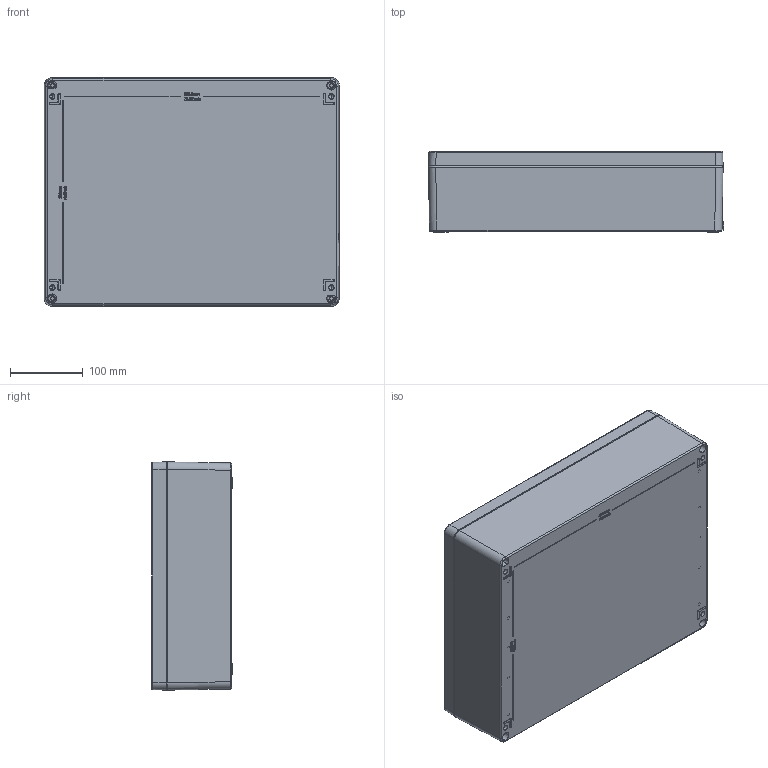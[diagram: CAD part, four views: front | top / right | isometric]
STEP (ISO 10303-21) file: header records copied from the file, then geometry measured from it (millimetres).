
FILE_DESCRIPTION (( 'STEP AP214' ), '1' );
FILE_NAME ('25314011.STEP', '2012-06-14T11:40:24', ( ' ' ), ( '' ), 'SwSTEP 2.0', 'SolidWorks 2011', '' );
FILE_SCHEMA (( 'AUTOMOTIVE_DESIGN' ));
Length unit declared in the file: millimetre
Products named in the file (10): 92441; 92081; 83171; 95947; 01314011_Ex Ausführung; 82016; 93134; 02071; 01071; 25314011
Assembly tree (12 placements, depth 3):
  25314011
    01314011_Ex Ausführung
      93134  x4
      01071
      02071
      82016
    92081
    95947
    92441
    83171
Bounding box: 404.65 x 111 x 313 mm (x, y, z)
Volume: 2041342.8 mm3; surface area: 835059.8 mm2
Topology: 11 solids, 11 shells, 1750 faces, 4237 edges, 2596 vertices
Faces by surface type: plane 588, bspline 444, cylinder 301, cone 215, torus 190, sphere 12
Entity records: 73452 total; most frequent: CARTESIAN_POINT 37679, ORIENTED_EDGE 7920, DIRECTION 6404, EDGE_CURVE 3960, VERTEX_POINT 2446, AXIS2_PLACEMENT_3D 2362, EDGE_LOOP 1814, LINE 1680
